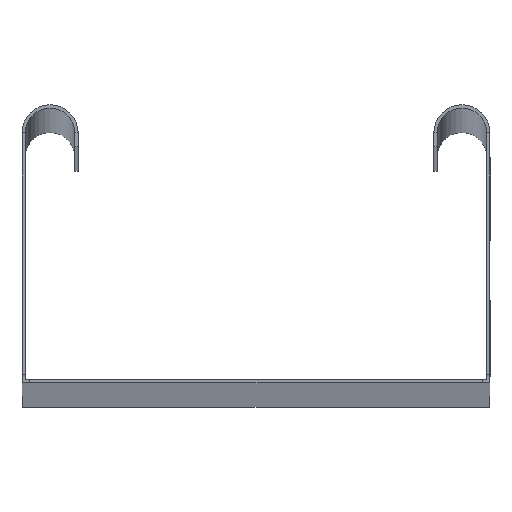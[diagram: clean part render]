
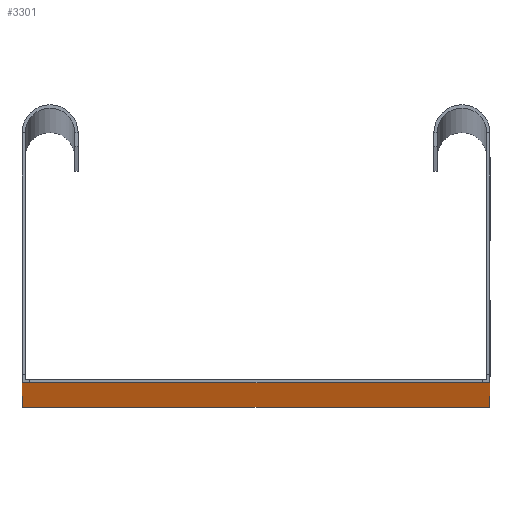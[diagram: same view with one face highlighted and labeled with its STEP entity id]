
A CAD part, top view. The second image highlights one B-rep face of the part: STEP entity #3301.
In plain terms, the highlighted planar face has unit normal (0, -1, 0).
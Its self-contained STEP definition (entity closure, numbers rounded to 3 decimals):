
#144 = CARTESIAN_POINT ( 'NONE',  ( 48.3, 0., 3000. ) ) ;
#168 = DIRECTION ( 'NONE',  ( 1., 0., 0. ) ) ;
#226 = DIRECTION ( 'NONE',  ( 1., 0., 0. ) ) ;
#370 = CARTESIAN_POINT ( 'NONE',  ( 48.3, 0., 0. ) ) ;
#465 = VECTOR ( 'NONE', #3371, 1000. ) ;
#480 = VECTOR ( 'NONE', #2737, 1000. ) ;
#492 = LINE ( 'NONE', #3445, #465 ) ;
#499 = LINE ( 'NONE', #2676, #480 ) ;
#504 = CARTESIAN_POINT ( 'NONE',  ( 50., 0., 0. ) ) ;
#517 = VECTOR ( 'NONE', #226, 1000. ) ;
#526 = VECTOR ( 'NONE', #2707, 1000. ) ;
#546 = VECTOR ( 'NONE', #3106, 1000. ) ;
#559 = LINE ( 'NONE', #2958, #517 ) ;
#570 = VECTOR ( 'NONE', #1780, 1000. ) ;
#576 = LINE ( 'NONE', #2988, #546 ) ;
#590 = LINE ( 'NONE', #3125, #526 ) ;
#599 = CARTESIAN_POINT ( 'NONE',  ( -50., 0., 3000. ) ) ;
#639 = LINE ( 'NONE', #370, #570 ) ;
#728 = VERTEX_POINT ( 'NONE', #2651 ) ;
#765 = CARTESIAN_POINT ( 'NONE',  ( 50., 0., 3000. ) ) ;
#786 = VERTEX_POINT ( 'NONE', #3434 ) ;
#800 = CARTESIAN_POINT ( 'NONE',  ( -48.3, 0., 0. ) ) ;
#850 = VECTOR ( 'NONE', #168, 1000. ) ;
#891 = VECTOR ( 'NONE', #3184, 1000. ) ;
#895 = LINE ( 'NONE', #2309, #850 ) ;
#919 = LINE ( 'NONE', #1854, #891 ) ;
#1084 = ORIENTED_EDGE ( 'NONE', *, *, #1920, .T. ) ;
#1105 = ORIENTED_EDGE ( 'NONE', *, *, #1916, .T. ) ;
#1158 = CARTESIAN_POINT ( 'NONE',  ( -48.3, 0., 3000. ) ) ;
#1261 = PLANE ( 'NONE',  #2732 ) ;
#1340 = ORIENTED_EDGE ( 'NONE', *, *, #1911, .F. ) ;
#1554 = ORIENTED_EDGE ( 'NONE', *, *, #1829, .F. ) ;
#1598 = ORIENTED_EDGE ( 'NONE', *, *, #1821, .T. ) ;
#1664 = ORIENTED_EDGE ( 'NONE', *, *, #1906, .T. ) ;
#1719 = VERTEX_POINT ( 'NONE', #2697 ) ;
#1766 = ORIENTED_EDGE ( 'NONE', *, *, #1922, .F. ) ;
#1780 = DIRECTION ( 'NONE',  ( 1., 0., 0. ) ) ;
#1798 = ORIENTED_EDGE ( 'NONE', *, *, #1907, .F. ) ;
#1821 = EDGE_CURVE ( 'NONE', #3164, #728, #919, .T. ) ;
#1829 = EDGE_CURVE ( 'NONE', #3785, #786, #895, .T. ) ;
#1854 = CARTESIAN_POINT ( 'NONE',  ( 48.3, 0., 0. ) ) ;
#1906 = EDGE_CURVE ( 'NONE', #728, #3484, #639, .T. ) ;
#1907 = EDGE_CURVE ( 'NONE', #3142, #3484, #576, .T. ) ;
#1911 = EDGE_CURVE ( 'NONE', #786, #3142, #559, .T. ) ;
#1916 = EDGE_CURVE ( 'NONE', #3785, #3725, #590, .T. ) ;
#1920 = EDGE_CURVE ( 'NONE', #3725, #1719, #499, .T. ) ;
#1922 = EDGE_CURVE ( 'NONE', #3164, #1719, #492, .T. ) ;
#2052 = EDGE_LOOP ( 'NONE', ( #1598, #1664, #1798, #1340, #1554, #1105, #1084, #1766 ) ) ;
#2238 = FACE_OUTER_BOUND ( 'NONE', #2052, .T. ) ;
#2309 = CARTESIAN_POINT ( 'NONE',  ( 48.3, 0., 3000. ) ) ;
#2629 = DIRECTION ( 'NONE',  ( 0., 0., 1. ) ) ;
#2651 = CARTESIAN_POINT ( 'NONE',  ( 48.3, 0., 0. ) ) ;
#2676 = CARTESIAN_POINT ( 'NONE',  ( -50., 0., 3000. ) ) ;
#2697 = CARTESIAN_POINT ( 'NONE',  ( -50., 0., 0. ) ) ;
#2707 = DIRECTION ( 'NONE',  ( -1., 0., 0. ) ) ;
#2732 = AXIS2_PLACEMENT_3D ( 'NONE', #144, #2931, #2629 ) ;
#2737 = DIRECTION ( 'NONE',  ( 0., 0., -1. ) ) ;
#2931 = DIRECTION ( 'NONE',  ( 0., 1., 0. ) ) ;
#2958 = CARTESIAN_POINT ( 'NONE',  ( 48.3, 0., 3000. ) ) ;
#2988 = CARTESIAN_POINT ( 'NONE',  ( 50., 0., 3000. ) ) ;
#3106 = DIRECTION ( 'NONE',  ( 0., 0., -1. ) ) ;
#3125 = CARTESIAN_POINT ( 'NONE',  ( -48.3, 0., 3000. ) ) ;
#3142 = VERTEX_POINT ( 'NONE', #765 ) ;
#3164 = VERTEX_POINT ( 'NONE', #800 ) ;
#3184 = DIRECTION ( 'NONE',  ( 1., 0., 0. ) ) ;
#3301 = ADVANCED_FACE ( 'NONE', ( #2238 ), #1261, .F. ) ;
#3371 = DIRECTION ( 'NONE',  ( -1., 0., 0. ) ) ;
#3434 = CARTESIAN_POINT ( 'NONE',  ( 48.3, 0., 3000. ) ) ;
#3445 = CARTESIAN_POINT ( 'NONE',  ( 48.3, 0., 0. ) ) ;
#3484 = VERTEX_POINT ( 'NONE', #504 ) ;
#3725 = VERTEX_POINT ( 'NONE', #599 ) ;
#3785 = VERTEX_POINT ( 'NONE', #1158 ) ;
